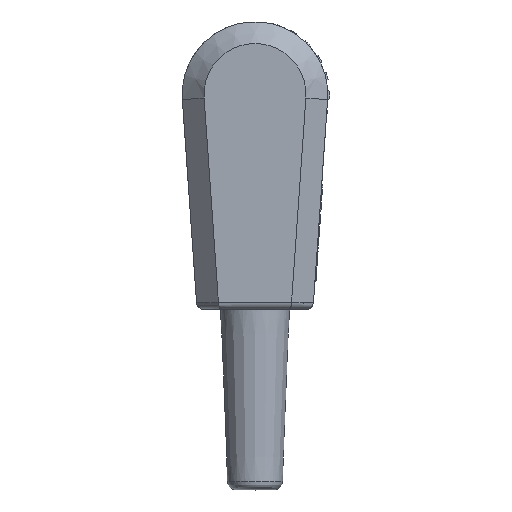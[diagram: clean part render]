
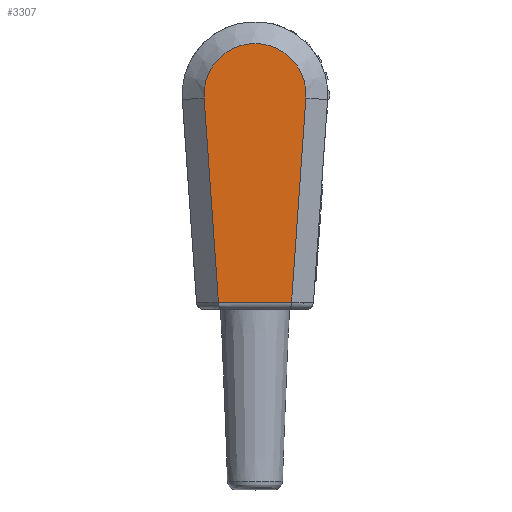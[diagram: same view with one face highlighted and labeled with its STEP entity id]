
A CAD part, top view. The second image highlights one B-rep face of the part: STEP entity #3307.
In plain terms, the highlighted planar face has unit normal (0, 0, 1).
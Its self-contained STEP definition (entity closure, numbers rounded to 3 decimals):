
#2522=CIRCLE('',#12030,7.);
#3307=ADVANCED_FACE('4-0-6',(#4144),#3673,.T.);
#3673=PLANE('',#12138);
#4144=FACE_OUTER_BOUND('',#4685,.T.);
#4685=EDGE_LOOP('',(#7117,#7118,#7119,#7120));
#7117=ORIENTED_EDGE('',*,*,#9769,.T.);
#7118=ORIENTED_EDGE('',*,*,#9770,.T.);
#7119=ORIENTED_EDGE('',*,*,#9584,.T.);
#7120=ORIENTED_EDGE('',*,*,#9768,.T.);
#8335=VERTEX_POINT('',#17679);
#8336=VERTEX_POINT('',#17681);
#8439=VERTEX_POINT('',#18124);
#8440=VERTEX_POINT('',#18128);
#9584=EDGE_CURVE('',#8336,#8335,#2522,.T.);
#9768=EDGE_CURVE('',#8335,#8439,#10557,.T.);
#9769=EDGE_CURVE('',#8439,#8440,#10558,.T.);
#9770=EDGE_CURVE('',#8440,#8336,#10559,.T.);
#10557=LINE('',#18125,#11244);
#10558=LINE('',#18127,#11245);
#10559=LINE('',#18129,#11246);
#11244=VECTOR('',#14511,1.);
#11245=VECTOR('',#14514,1.);
#11246=VECTOR('',#14515,1.);
#12030=AXIS2_PLACEMENT_3D('',#17680,#14146,#14147);
#12138=AXIS2_PLACEMENT_3D('',#18130,#14516,#14517);
#14146=DIRECTION('',(0.,0.,1.));
#14147=DIRECTION('',(0.998,-0.07,0.));
#14511=DIRECTION('',(0.07,-0.998,0.));
#14514=DIRECTION('',(1.,0.,0.));
#14515=DIRECTION('',(0.07,0.998,0.));
#14516=DIRECTION('',(0.,0.,1.));
#14517=DIRECTION('',(1.,0.,0.));
#17679=CARTESIAN_POINT('',(-6.983,21.662,17.925));
#17680=CARTESIAN_POINT('',(0.,22.15,17.925));
#17681=CARTESIAN_POINT('',(6.983,21.662,17.925));
#18124=CARTESIAN_POINT('',(-5.024,-6.35,17.925));
#18125=CARTESIAN_POINT('',(-6.983,21.662,17.925));
#18127=CARTESIAN_POINT('',(-5.024,-6.35,17.925));
#18128=CARTESIAN_POINT('',(5.024,-6.35,17.925));
#18129=CARTESIAN_POINT('',(5.024,-6.35,17.925));
#18130=CARTESIAN_POINT('',(-7.853,-9.325,17.925));
